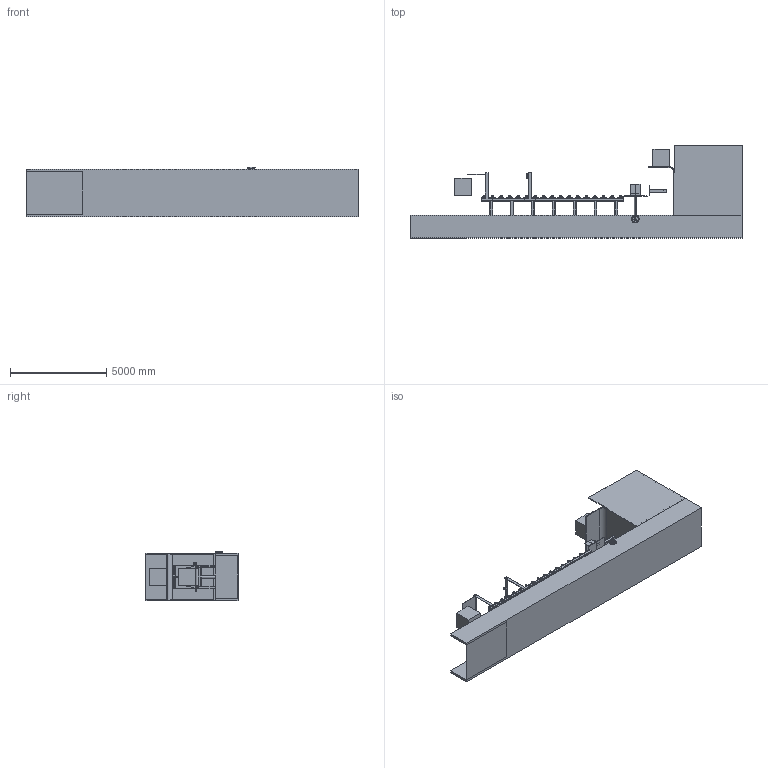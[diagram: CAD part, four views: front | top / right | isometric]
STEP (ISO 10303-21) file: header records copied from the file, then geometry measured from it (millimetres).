
FILE_DESCRIPTION(('FreeCAD Model'),'2;1');
FILE_NAME('Open CASCADE Shape Model','2025-05-09T14:29:12',('FreeCAD'),( 'FreeCAD'),'Open CASCADE STEP processor 7.6','FreeCAD','Unknown');
FILE_SCHEMA(('AUTOMOTIVE_DESIGN { 1 0 10303 214 1 1 1 1 }'));
Products named in the file (1): Open CASCADE STEP translator 7.6 1
Bounding box: 17225.4 x 4773.9 x 2569.06 mm (x, y, z)
Volume: 47238792100.4 mm3; surface area: 304570297.8 mm2
Topology: 125 solids, 125 shells, 1804 faces, 4539 edges, 3093 vertices
Faces by surface type: bspline 1804
Entity records: 57535 total; most frequent: CARTESIAN_POINT 30548, ORIENTED_EDGE 9072, EDGE_CURVE 4536, VERTEX_POINT 3093, B_SPLINE_CURVE_WITH_KNOTS 2715, FACE_BOUND 2313, EDGE_LOOP 2313, ADVANCED_FACE 1804
